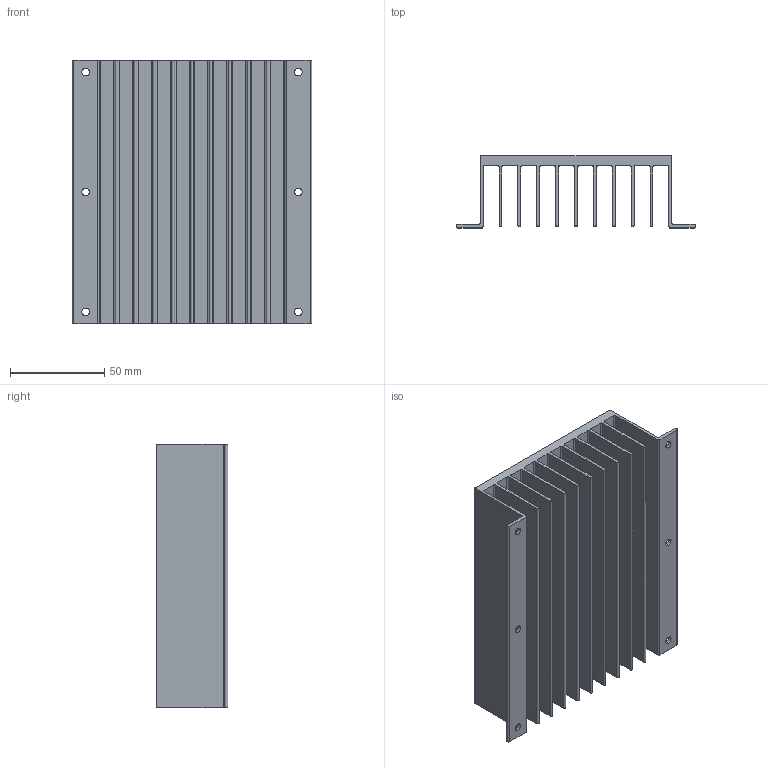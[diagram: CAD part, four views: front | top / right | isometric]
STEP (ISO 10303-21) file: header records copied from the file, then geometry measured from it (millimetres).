
FILE_DESCRIPTION (( 'STEP AP214' ), '1' );
FILE_NAME ('394-2AB.STEP', '2017-03-13T19:17:20', ( '' ), ( '' ), 'SwSTEP 2.0', 'SolidWorks 2016', '' );
FILE_SCHEMA (( 'AUTOMOTIVE_DESIGN' ));
Length unit declared in the file: inch
Products named in the file (1): 394-2AB
Bounding box: 127 x 38.1 x 139.7 mm (x, y, z)
Volume: 154113.6 mm3; surface area: 136449.2 mm2
Topology: 1 solids, 1 shells, 89 faces, 261 edges, 174 vertices
Faces by surface type: cylinder 50, plane 39
Entity records: 3059 total; most frequent: DIRECTION 541, CARTESIAN_POINT 525, ORIENTED_EDGE 522, EDGE_CURVE 261, AXIS2_PLACEMENT_3D 190, VERTEX_POINT 174, LINE 161, VECTOR 161
